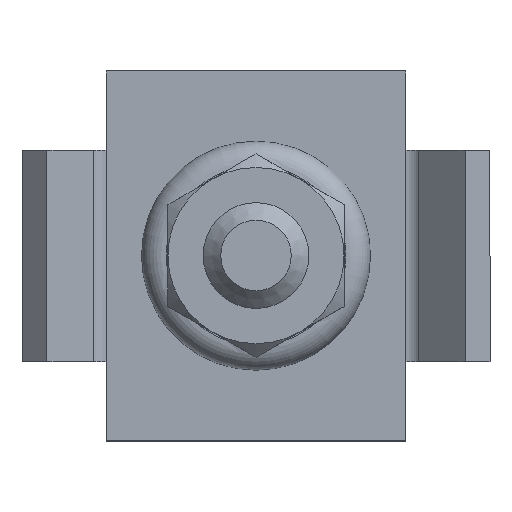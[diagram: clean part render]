
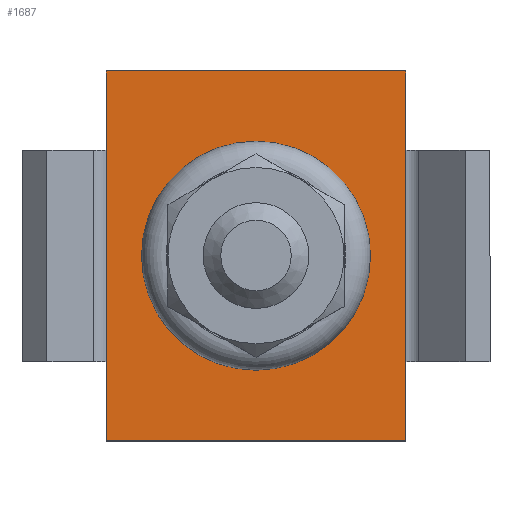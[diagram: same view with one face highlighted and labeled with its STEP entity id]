
A CAD part, top view. The second image highlights one B-rep face of the part: STEP entity #1687.
In plain terms, the highlighted planar face has unit normal (0, 0, 1).
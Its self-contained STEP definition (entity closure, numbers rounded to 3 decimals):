
#17 = DIRECTION ( 'NONE',  ( 0., 0., -1. ) ) ;
#34 = VECTOR ( 'NONE', #373, 1000. ) ;
#45 = ORIENTED_EDGE ( 'NONE', *, *, #185, .F. ) ;
#58 = CARTESIAN_POINT ( 'NONE',  ( 8.5, -6., 1. ) ) ;
#73 = CARTESIAN_POINT ( 'NONE',  ( 8.5, 6., 1. ) ) ;
#95 = VERTEX_POINT ( 'NONE', #58 ) ;
#110 = CARTESIAN_POINT ( 'NONE',  ( -8.5, 3.5, 1. ) ) ;
#159 = VECTOR ( 'NONE', #399, 1000. ) ;
#167 = DIRECTION ( 'NONE',  ( 0., -1., 0. ) ) ;
#169 = CARTESIAN_POINT ( 'NONE',  ( 3.5, 3.5, 1. ) ) ;
#177 = CARTESIAN_POINT ( 'NONE',  ( -3.5, -3.5, 1. ) ) ;
#178 = VERTEX_POINT ( 'NONE', #73 ) ;
#184 = DIRECTION ( 'NONE',  ( 0., 1., 0. ) ) ;
#185 = EDGE_CURVE ( 'NONE', #924, #837, #421, .T. ) ;
#200 = VECTOR ( 'NONE', #962, 1000. ) ;
#232 = EDGE_CURVE ( 'NONE', #1192, #1452, #265, .T. ) ;
#249 = CARTESIAN_POINT ( 'NONE',  ( -8.5, -3.5, 1. ) ) ;
#265 = LINE ( 'NONE', #1151, #622 ) ;
#269 = CARTESIAN_POINT ( 'NONE',  ( -3.5, 3.5, 1. ) ) ;
#290 = ORIENTED_EDGE ( 'NONE', *, *, #1887, .T. ) ;
#305 = CARTESIAN_POINT ( 'NONE',  ( -8.5, 10.5, 1. ) ) ;
#326 = LINE ( 'NONE', #1071, #685 ) ;
#330 = ORIENTED_EDGE ( 'NONE', *, *, #1213, .T. ) ;
#353 = DIRECTION ( 'NONE',  ( 1., 0., 0. ) ) ;
#373 = DIRECTION ( 'NONE',  ( -1., 0., 0. ) ) ;
#378 = EDGE_CURVE ( 'NONE', #178, #95, #879, .T. ) ;
#399 = DIRECTION ( 'NONE',  ( 0., -1., 0. ) ) ;
#408 = LINE ( 'NONE', #249, #34 ) ;
#414 = VECTOR ( 'NONE', #974, 1000. ) ;
#421 = LINE ( 'NONE', #767, #745 ) ;
#439 = CARTESIAN_POINT ( 'NONE',  ( -8.5, 10.5, 1. ) ) ;
#462 = LINE ( 'NONE', #1724, #414 ) ;
#478 = EDGE_CURVE ( 'NONE', #1178, #1519, #462, .T. ) ;
#480 = VECTOR ( 'NONE', #1168, 1000. ) ;
#503 = VECTOR ( 'NONE', #167, 1000. ) ;
#526 = LINE ( 'NONE', #881, #480 ) ;
#535 = CARTESIAN_POINT ( 'NONE',  ( -8.5, 6., 1. ) ) ;
#559 = LINE ( 'NONE', #110, #895 ) ;
#560 = EDGE_LOOP ( 'NONE', ( #290, #653, #1446, #330 ) ) ;
#622 = VECTOR ( 'NONE', #849, 1000. ) ;
#653 = ORIENTED_EDGE ( 'NONE', *, *, #478, .T. ) ;
#664 = FACE_OUTER_BOUND ( 'NONE', #1034, .T. ) ;
#681 = VERTEX_POINT ( 'NONE', #535 ) ;
#685 = VECTOR ( 'NONE', #1232, 1000. ) ;
#693 = ORIENTED_EDGE ( 'NONE', *, *, #232, .T. ) ;
#730 = DIRECTION ( 'NONE',  ( 0., -1., 0. ) ) ;
#739 = CARTESIAN_POINT ( 'NONE',  ( 8.5, 10.5, 1. ) ) ;
#743 = ORIENTED_EDGE ( 'NONE', *, *, #1065, .F. ) ;
#745 = VECTOR ( 'NONE', #353, 1000. ) ;
#759 = EDGE_CURVE ( 'NONE', #681, #1248, #526, .T. ) ;
#767 = CARTESIAN_POINT ( 'NONE',  ( -8.5, 10.5, 1. ) ) ;
#782 = CARTESIAN_POINT ( 'NONE',  ( 3.5, -3.5, 1. ) ) ;
#798 = DIRECTION ( 'NONE',  ( 1., 0., 0. ) ) ;
#837 = VERTEX_POINT ( 'NONE', #739 ) ;
#849 = DIRECTION ( 'NONE',  ( 1., 0., 0. ) ) ;
#861 = PLANE ( 'NONE',  #1553 ) ;
#879 = LINE ( 'NONE', #999, #503 ) ;
#880 = CARTESIAN_POINT ( 'NONE',  ( 3.5, 10.5, 1. ) ) ;
#881 = CARTESIAN_POINT ( 'NONE',  ( -8.5, 10.5, 1. ) ) ;
#887 = ORIENTED_EDGE ( 'NONE', *, *, #759, .T. ) ;
#895 = VECTOR ( 'NONE', #798, 1000. ) ;
#924 = VERTEX_POINT ( 'NONE', #305 ) ;
#962 = DIRECTION ( 'NONE',  ( 0., -1., 0. ) ) ;
#974 = DIRECTION ( 'NONE',  ( 0., 1., 0. ) ) ;
#999 = CARTESIAN_POINT ( 'NONE',  ( 8.5, 10.5, 1. ) ) ;
#1034 = EDGE_LOOP ( 'NONE', ( #693, #1089, #1889, #743, #45, #1632, #887, #1688 ) ) ;
#1046 = EDGE_CURVE ( 'NONE', #1519, #1549, #559, .T. ) ;
#1055 = FACE_BOUND ( 'NONE', #560, .T. ) ;
#1065 = EDGE_CURVE ( 'NONE', #837, #178, #1250, .T. ) ;
#1071 = CARTESIAN_POINT ( 'NONE',  ( -8.5, 10.5, 1. ) ) ;
#1089 = ORIENTED_EDGE ( 'NONE', *, *, #1127, .T. ) ;
#1127 = EDGE_CURVE ( 'NONE', #1452, #95, #1590, .T. ) ;
#1146 = VECTOR ( 'NONE', #184, 1000. ) ;
#1151 = CARTESIAN_POINT ( 'NONE',  ( -8.5, -10.5, 1. ) ) ;
#1168 = DIRECTION ( 'NONE',  ( 0., -1., 0. ) ) ;
#1175 = CARTESIAN_POINT ( 'NONE',  ( 8.5, 10.5, 1. ) ) ;
#1178 = VERTEX_POINT ( 'NONE', #177 ) ;
#1192 = VERTEX_POINT ( 'NONE', #1769 ) ;
#1210 = CARTESIAN_POINT ( 'NONE',  ( -8.5, -6., 1. ) ) ;
#1213 = EDGE_CURVE ( 'NONE', #1549, #1828, #1454, .T. ) ;
#1232 = DIRECTION ( 'NONE',  ( 0., -1., 0. ) ) ;
#1248 = VERTEX_POINT ( 'NONE', #1210 ) ;
#1250 = LINE ( 'NONE', #1858, #200 ) ;
#1258 = LINE ( 'NONE', #1270, #159 ) ;
#1270 = CARTESIAN_POINT ( 'NONE',  ( -8.5, 10.5, 1. ) ) ;
#1312 = EDGE_CURVE ( 'NONE', #924, #681, #326, .T. ) ;
#1446 = ORIENTED_EDGE ( 'NONE', *, *, #1046, .T. ) ;
#1452 = VERTEX_POINT ( 'NONE', #1533 ) ;
#1454 = LINE ( 'NONE', #880, #1797 ) ;
#1470 = DIRECTION ( 'NONE',  ( -1., 0., 0. ) ) ;
#1492 = EDGE_CURVE ( 'NONE', #1248, #1192, #1258, .T. ) ;
#1519 = VERTEX_POINT ( 'NONE', #269 ) ;
#1533 = CARTESIAN_POINT ( 'NONE',  ( 8.5, -10.5, 1. ) ) ;
#1549 = VERTEX_POINT ( 'NONE', #169 ) ;
#1553 = AXIS2_PLACEMENT_3D ( 'NONE', #439, #17, #1470 ) ;
#1590 = LINE ( 'NONE', #1175, #1146 ) ;
#1632 = ORIENTED_EDGE ( 'NONE', *, *, #1312, .T. ) ;
#1687 = ADVANCED_FACE ( 'NONE', ( #1055, #664 ), #861, .F. ) ;
#1688 = ORIENTED_EDGE ( 'NONE', *, *, #1492, .T. ) ;
#1724 = CARTESIAN_POINT ( 'NONE',  ( -3.5, 10.5, 1. ) ) ;
#1769 = CARTESIAN_POINT ( 'NONE',  ( -8.5, -10.5, 1. ) ) ;
#1797 = VECTOR ( 'NONE', #730, 1000. ) ;
#1828 = VERTEX_POINT ( 'NONE', #782 ) ;
#1858 = CARTESIAN_POINT ( 'NONE',  ( 8.5, 10.5, 1. ) ) ;
#1887 = EDGE_CURVE ( 'NONE', #1828, #1178, #408, .T. ) ;
#1889 = ORIENTED_EDGE ( 'NONE', *, *, #378, .F. ) ;
